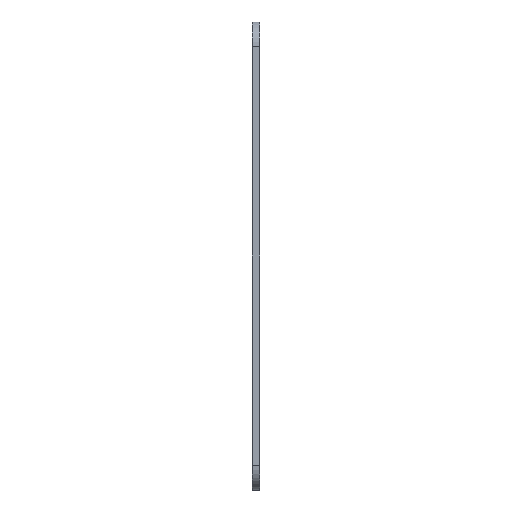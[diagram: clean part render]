
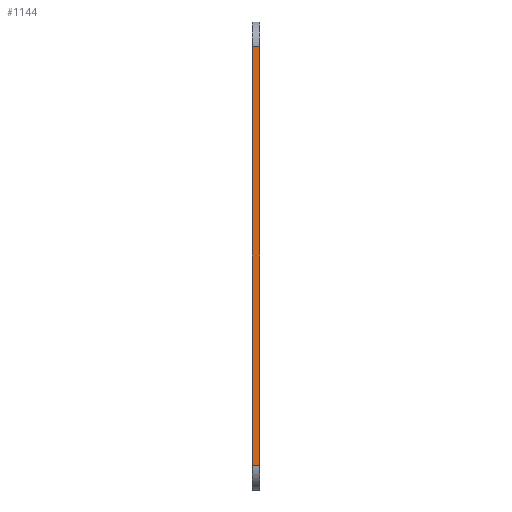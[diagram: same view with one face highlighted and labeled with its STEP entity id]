
A CAD part, left-side view. The second image highlights one B-rep face of the part: STEP entity #1144.
In plain terms, the highlighted planar face has unit normal (-1, 0, 0).
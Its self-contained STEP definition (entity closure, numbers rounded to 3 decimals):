
#35=PLANE('',#1219);
#66=FACE_OUTER_BOUND('',#125,.T.);
#125=EDGE_LOOP('',(#776,#777,#778,#779));
#204=LINE('',#1691,#317);
#205=LINE('',#1694,#318);
#206=LINE('',#1696,#319);
#207=LINE('',#1697,#320);
#317=VECTOR('',#1342,10.);
#318=VECTOR('',#1345,10.);
#319=VECTOR('',#1346,10.);
#320=VECTOR('',#1347,10.);
#487=VERTEX_POINT('',#1684);
#490=VERTEX_POINT('',#1689);
#491=VERTEX_POINT('',#1693);
#492=VERTEX_POINT('',#1695);
#604=EDGE_CURVE('',#490,#487,#204,.T.);
#605=EDGE_CURVE('',#491,#490,#205,.T.);
#606=EDGE_CURVE('',#492,#491,#206,.T.);
#607=EDGE_CURVE('',#487,#492,#207,.T.);
#776=ORIENTED_EDGE('',*,*,#604,.F.);
#777=ORIENTED_EDGE('',*,*,#605,.F.);
#778=ORIENTED_EDGE('',*,*,#606,.F.);
#779=ORIENTED_EDGE('',*,*,#607,.F.);
#1144=ADVANCED_FACE('',(#66),#35,.T.);
#1219=AXIS2_PLACEMENT_3D('',#1692,#1343,#1344);
#1342=DIRECTION('',(0.,1.,0.));
#1343=DIRECTION('center_axis',(-1.,0.,0.));
#1344=DIRECTION('ref_axis',(0.,0.,1.));
#1345=DIRECTION('',(0.,0.,-1.));
#1346=DIRECTION('',(0.,-1.,0.));
#1347=DIRECTION('',(0.,0.,1.));
#1684=CARTESIAN_POINT('',(-8.138,44.303,-43.91));
#1689=CARTESIAN_POINT('',(-8.138,42.803,-43.91));
#1691=CARTESIAN_POINT('',(-8.138,42.803,-43.91));
#1692=CARTESIAN_POINT('Origin',(-8.138,42.803,-48.91));
#1693=CARTESIAN_POINT('',(-8.138,42.803,40.909));
#1694=CARTESIAN_POINT('',(-8.138,42.803,45.909));
#1695=CARTESIAN_POINT('',(-8.138,44.303,40.909));
#1696=CARTESIAN_POINT('',(-8.138,42.803,40.909));
#1697=CARTESIAN_POINT('',(-8.138,44.303,45.909));
